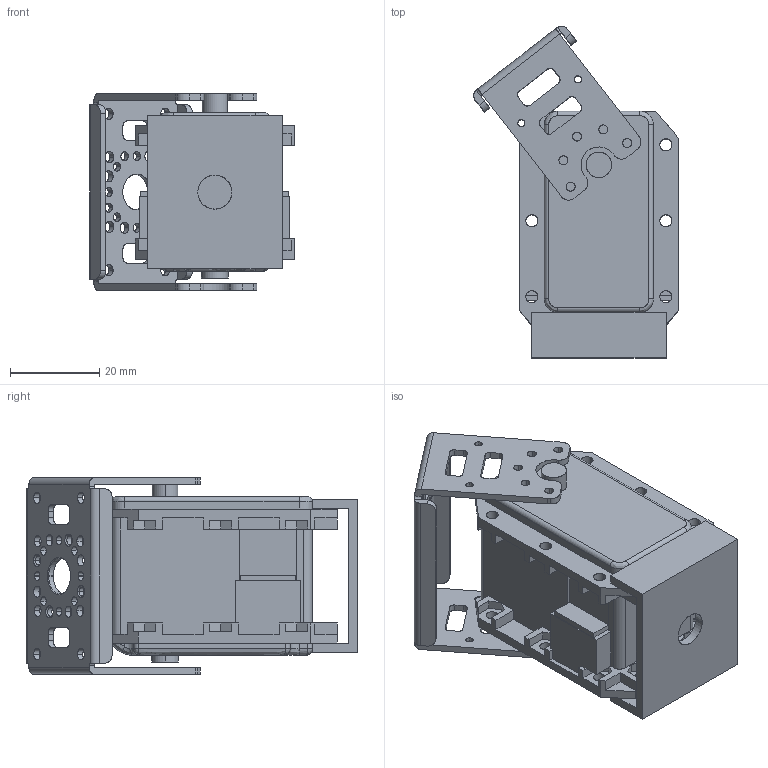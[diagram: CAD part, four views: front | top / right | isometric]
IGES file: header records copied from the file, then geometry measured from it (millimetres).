
Start section: SolidWorks IGES file using analytic representation for surfaces
Global section: file name: Assem MX-28-FR07.IGS; native system: SolidWorks 2016; preprocessor: SolidWorks 2016; author: algarcia; date: 160425.085149; units: inch
Bounding box: 45.84 x 74.24 x 44 mm (x, y, z)
Surface area: 19706 mm2 (no closed solid volume)
Topology: 0 solids, 0 shells, 605 faces, 8234 edges, 8234 vertices
Faces by surface type: bspline 386, revolution 219
